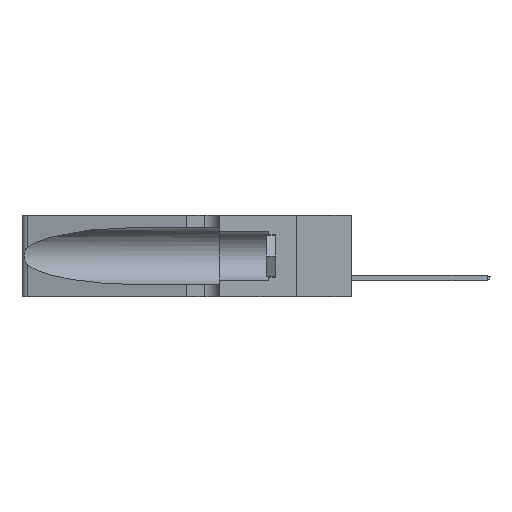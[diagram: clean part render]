
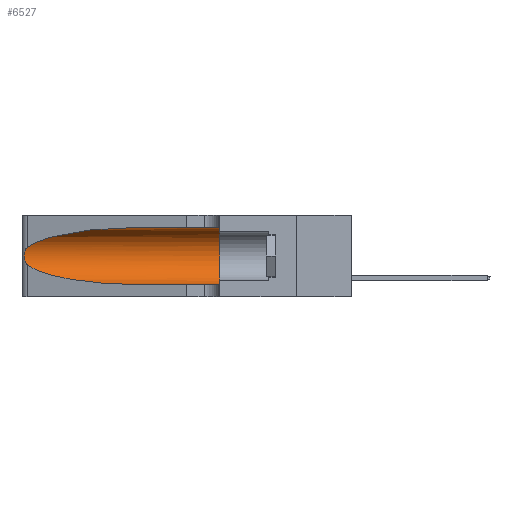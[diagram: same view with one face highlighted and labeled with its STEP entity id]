
A CAD part, left-side view. The second image highlights one B-rep face of the part: STEP entity #6527.
In plain terms, the highlighted cylindrical face has radius 3.308 mm (diameter 6.617 mm), a partial arc.
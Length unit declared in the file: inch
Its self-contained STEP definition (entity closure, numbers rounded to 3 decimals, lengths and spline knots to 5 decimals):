
#994 = CARTESIAN_POINT ( 'NONE',  ( 0.25487, 1.22718, 0.14631 ) ) ;
#1355 = CARTESIAN_POINT ( 'NONE',  ( 0.1305, 1.61858, 0.185 ) ) ;
#1359 = VERTEX_POINT ( 'NONE', #15245 ) ;
#1718 = DIRECTION ( 'NONE',  ( 0., -1., 0. ) ) ;
#2134 = ORIENTED_EDGE ( 'NONE', *, *, #28731, .T. ) ;
#2304 = CARTESIAN_POINT ( 'NONE',  ( 0.26017, 1.23833, 0.17102 ) ) ;
#2363 = CARTESIAN_POINT ( 'NONE',  ( 0.1305, 0.72297, 0.31525 ) ) ;
#2419 = CARTESIAN_POINT ( 'NONE',  ( 0.25639, 1.23186, 0.15144 ) ) ;
#2478 = CIRCLE ( 'NONE', #23297, 0.13025 ) ;
#3864 = CARTESIAN_POINT ( 'NONE',  ( 0.25487, 1.22718, 0.22369 ) ) ;
#4059 = ORIENTED_EDGE ( 'NONE', *, *, #22341, .F. ) ;
#4478 = DIRECTION ( 'NONE',  ( 0., 0., -1. ) ) ;
#4827 = CARTESIAN_POINT ( 'NONE',  ( 0.25789, 1.23486, 0.15765 ) ) ;
#5212 = CARTESIAN_POINT ( 'NONE',  ( 0.1305, 0.35, 0.05475 ) ) ;
#5695 = VERTEX_POINT ( 'NONE', #5212 ) ;
#5843 = DIRECTION ( 'NONE',  ( 0., -1., 0. ) ) ;
#5898 = CARTESIAN_POINT ( 'NONE',  ( 0.18966, 0.96281, 0.05475 ) ) ;
#6527 = ADVANCED_FACE ( 'NONE', ( #31410 ), #13227, .F. ) ;
#6576 = VERTEX_POINT ( 'NONE', #23005 ) ;
#8274 = CARTESIAN_POINT ( 'NONE',  ( 0.25487, 1.22718, 0.14631 ) ) ;
#8821 = CARTESIAN_POINT ( 'NONE',  ( 0.25555, 1.22994, 0.2215 ) ) ;
#9371 =( BOUNDED_CURVE ( )  B_SPLINE_CURVE ( 3, ( #8274, #11098, #5898, #14408 ),
 .UNSPECIFIED., .F., .F. ) 
 B_SPLINE_CURVE_WITH_KNOTS ( ( 4, 4 ),
 ( 3.44316, 4.71239 ),
 .UNSPECIFIED. ) 
 CURVE ( )  GEOMETRIC_REPRESENTATION_ITEM ( )  RATIONAL_B_SPLINE_CURVE ( ( 1., 0.87, 0.87, 1. ) ) 
 REPRESENTATION_ITEM ( '' )  );
#9937 = ORIENTED_EDGE ( 'NONE', *, *, #25339, .T. ) ;
#10132 = CARTESIAN_POINT ( 'NONE',  ( 0.25487, 1.22718, 0.14631 ) ) ;
#10539 = VERTEX_POINT ( 'NONE', #2363 ) ;
#10782 = CARTESIAN_POINT ( 'NONE',  ( 0.1305, 0.72297, 0.05475 ) ) ;
#11098 = CARTESIAN_POINT ( 'NONE',  ( 0.2373, 1.15595, 0.08982 ) ) ;
#11381 = CARTESIAN_POINT ( 'NONE',  ( 0.2373, 1.15595, 0.28018 ) ) ;
#11609 = EDGE_LOOP ( 'NONE', ( #2134, #22781, #25243, #9937, #4059, #31421 ) ) ;
#13227 = CYLINDRICAL_SURFACE ( 'NONE', #15283, 0.13025 ) ;
#13675 =( BOUNDED_CURVE ( )  B_SPLINE_CURVE ( 3, ( #13941, #22247, #11381, #24490 ),
 .UNSPECIFIED., .F., .T. ) 
 B_SPLINE_CURVE_WITH_KNOTS ( ( 4, 4 ),
 ( 1.5708, 2.84003 ),
 .UNSPECIFIED. ) 
 CURVE ( )  GEOMETRIC_REPRESENTATION_ITEM ( )  RATIONAL_B_SPLINE_CURVE ( ( 1., 0.87, 0.87, 1. ) ) 
 REPRESENTATION_ITEM ( '' )  );
#13895 = DIRECTION ( 'NONE',  ( 0., -1., 0. ) ) ;
#13941 = CARTESIAN_POINT ( 'NONE',  ( 0.1305, 0.72297, 0.31525 ) ) ;
#14408 = CARTESIAN_POINT ( 'NONE',  ( 0.1305, 0.72297, 0.05475 ) ) ;
#14582 = VERTEX_POINT ( 'NONE', #994 ) ;
#15245 = CARTESIAN_POINT ( 'NONE',  ( 0.25487, 1.22718, 0.22369 ) ) ;
#15283 = AXIS2_PLACEMENT_3D ( 'NONE', #1355, #1718, #4478 ) ;
#16459 = EDGE_CURVE ( 'NONE', #1359, #14582, #22605, .T. ) ;
#17913 = VECTOR ( 'NONE', #5843, 39.37008 ) ;
#18659 = EDGE_CURVE ( 'NONE', #10539, #6576, #25256, .T. ) ;
#19229 = CARTESIAN_POINT ( 'NONE',  ( 0.1305, 1.61858, 0.31525 ) ) ;
#20294 = EDGE_CURVE ( 'NONE', #14582, #27741, #9371, .T. ) ;
#20922 = CARTESIAN_POINT ( 'NONE',  ( 0.25787, 1.23484, 0.2124 ) ) ;
#21031 = CARTESIAN_POINT ( 'NONE',  ( 0.26075, 1.23896, 0.19203 ) ) ;
#22247 = CARTESIAN_POINT ( 'NONE',  ( 0.18966, 0.96281, 0.31525 ) ) ;
#22341 = EDGE_CURVE ( 'NONE', #6576, #5695, #2478, .T. ) ;
#22605 = B_SPLINE_CURVE_WITH_KNOTS ( 'NONE', 3,
 ( #3864, #8821, #28804, #20922, #29381, #32045, #21031, #23829, #2304, #26310, #4827, #2419, #26546, #10132 ),
 .UNSPECIFIED., .F., .F.,
 ( 4, 2, 2, 2, 2, 2, 4 ),
 ( 0., 0.00027, 0.00053, 0.00107, 0.0016, 0.00187, 0.00214 ),
 .UNSPECIFIED. ) ;
#22781 = ORIENTED_EDGE ( 'NONE', *, *, #16459, .T. ) ;
#23005 = CARTESIAN_POINT ( 'NONE',  ( 0.1305, 0.35, 0.31525 ) ) ;
#23297 = AXIS2_PLACEMENT_3D ( 'NONE', #27002, #27109, #26774 ) ;
#23829 = CARTESIAN_POINT ( 'NONE',  ( 0.26075, 1.23896, 0.178 ) ) ;
#24490 = CARTESIAN_POINT ( 'NONE',  ( 0.25487, 1.22718, 0.22369 ) ) ;
#25243 = ORIENTED_EDGE ( 'NONE', *, *, #20294, .T. ) ;
#25256 = LINE ( 'NONE', #19229, #27354 ) ;
#25339 = EDGE_CURVE ( 'NONE', #27741, #5695, #31780, .T. ) ;
#26310 = CARTESIAN_POINT ( 'NONE',  ( 0.25856, 1.23593, 0.16098 ) ) ;
#26546 = CARTESIAN_POINT ( 'NONE',  ( 0.25555, 1.22993, 0.14849 ) ) ;
#26774 = DIRECTION ( 'NONE',  ( 0., 0., 1. ) ) ;
#27002 = CARTESIAN_POINT ( 'NONE',  ( 0.1305, 0.35, 0.185 ) ) ;
#27109 = DIRECTION ( 'NONE',  ( 0., 1., 0. ) ) ;
#27354 = VECTOR ( 'NONE', #13895, 39.37008 ) ;
#27741 = VERTEX_POINT ( 'NONE', #10782 ) ;
#28731 = EDGE_CURVE ( 'NONE', #10539, #1359, #13675, .T. ) ;
#28804 = CARTESIAN_POINT ( 'NONE',  ( 0.25639, 1.23184, 0.21858 ) ) ;
#29381 = CARTESIAN_POINT ( 'NONE',  ( 0.25854, 1.2359, 0.20912 ) ) ;
#30044 = CARTESIAN_POINT ( 'NONE',  ( 0.1305, 1.61858, 0.05475 ) ) ;
#31410 = FACE_OUTER_BOUND ( 'NONE', #11609, .T. ) ;
#31421 = ORIENTED_EDGE ( 'NONE', *, *, #18659, .F. ) ;
#31780 = LINE ( 'NONE', #30044, #17913 ) ;
#32045 = CARTESIAN_POINT ( 'NONE',  ( 0.26018, 1.23835, 0.19895 ) ) ;
